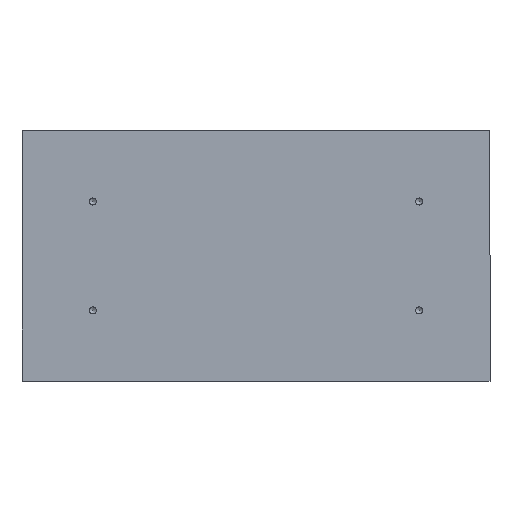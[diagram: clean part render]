
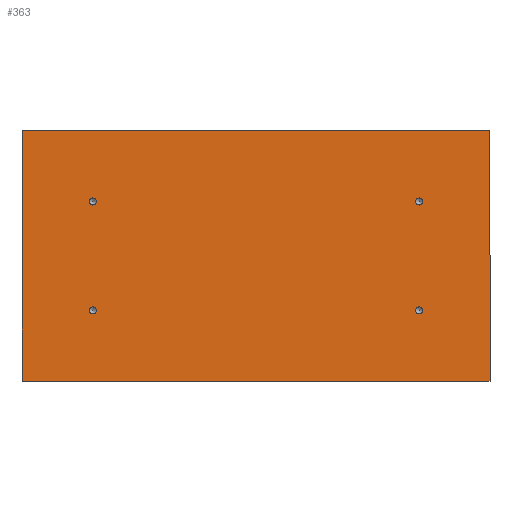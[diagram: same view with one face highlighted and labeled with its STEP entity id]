
A CAD part, top view. The second image highlights one B-rep face of the part: STEP entity #363.
In plain terms, the highlighted planar face has unit normal (0, 0, 1).
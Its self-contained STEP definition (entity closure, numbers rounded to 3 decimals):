
#90=CARTESIAN_POINT('',(184.121,32.5,50.0));
#91=VERTEX_POINT('',#90);
#92=CARTESIAN_POINT('',(182.5,32.5,50.0));
#93=DIRECTION('',(0.0,0.0,-1.0));
#94=DIRECTION('',(1.0,0.0,0.0));
#95=AXIS2_PLACEMENT_3D('',#92,#93,#94);
#96=CIRCLE('',#95,1.621);
#97=EDGE_CURVE('',#91,#91,#96,.T.);
#127=CARTESIAN_POINT('',(34.121,82.5,50.0));
#128=VERTEX_POINT('',#127);
#129=CARTESIAN_POINT('',(32.5,82.5,50.0));
#130=DIRECTION('',(0.0,0.0,-1.0));
#131=DIRECTION('',(1.0,0.0,0.0));
#132=AXIS2_PLACEMENT_3D('',#129,#130,#131);
#133=CIRCLE('',#132,1.621);
#134=EDGE_CURVE('',#128,#128,#133,.T.);
#164=CARTESIAN_POINT('',(34.121,32.5,50.0));
#165=VERTEX_POINT('',#164);
#166=CARTESIAN_POINT('',(32.5,32.5,50.0));
#167=DIRECTION('',(0.0,0.0,-1.0));
#168=DIRECTION('',(1.0,0.0,0.0));
#169=AXIS2_PLACEMENT_3D('',#166,#167,#168);
#170=CIRCLE('',#169,1.621);
#171=EDGE_CURVE('',#165,#165,#170,.T.);
#201=CARTESIAN_POINT('',(184.121,82.5,50.0));
#202=VERTEX_POINT('',#201);
#203=CARTESIAN_POINT('',(182.5,82.5,50.0));
#204=DIRECTION('',(0.0,0.0,-1.0));
#205=DIRECTION('',(1.0,0.0,0.0));
#206=AXIS2_PLACEMENT_3D('',#203,#204,#205);
#207=CIRCLE('',#206,1.621);
#208=EDGE_CURVE('',#202,#202,#207,.T.);
#231=CARTESIAN_POINT('',(0.0,0.0,50.0));
#232=VERTEX_POINT('',#231);
#239=CARTESIAN_POINT('',(0.,115.0,50.0));
#240=VERTEX_POINT('',#239);
#241=CARTESIAN_POINT('',(0.,115.0,50.0));
#242=DIRECTION('',(0.0,-1.0,0.0));
#243=VECTOR('',#242,115.0);
#244=LINE('',#241,#243);
#245=EDGE_CURVE('',#240,#232,#244,.T.);
#270=CARTESIAN_POINT('',(215.,115.,50.0));
#271=VERTEX_POINT('',#270);
#272=CARTESIAN_POINT('',(215.,115.,50.0));
#273=DIRECTION('',(-1.0,0.0,0.0));
#274=VECTOR('',#273,215.0);
#275=LINE('',#272,#274);
#276=EDGE_CURVE('',#271,#240,#275,.T.);
#301=CARTESIAN_POINT('',(215.0,0.0,50.0));
#302=VERTEX_POINT('',#301);
#303=CARTESIAN_POINT('',(215.0,0.0,50.0));
#304=DIRECTION('',(0.0,1.0,0.0));
#305=VECTOR('',#304,115.);
#306=LINE('',#303,#305);
#307=EDGE_CURVE('',#302,#271,#306,.T.);
#330=CARTESIAN_POINT('',(0.0,0.0,50.0));
#331=DIRECTION('',(1.0,0.0,0.0));
#332=VECTOR('',#331,215.0);
#333=LINE('',#330,#332);
#334=EDGE_CURVE('',#232,#302,#333,.T.);
#340=CARTESIAN_POINT('',(107.5,57.5,50.0));
#341=DIRECTION('',(0.0,0.0,1.0));
#342=DIRECTION('',(1.0,0.0,0.0));
#343=AXIS2_PLACEMENT_3D('',#340,#341,#342);
#344=PLANE('',#343);
#345=ORIENTED_EDGE('',*,*,#334,.T.);
#346=ORIENTED_EDGE('',*,*,#307,.T.);
#347=ORIENTED_EDGE('',*,*,#276,.T.);
#348=ORIENTED_EDGE('',*,*,#245,.T.);
#349=EDGE_LOOP('',(#345,#346,#347,#348));
#350=FACE_OUTER_BOUND('',#349,.T.);
#351=ORIENTED_EDGE('',*,*,#97,.T.);
#352=EDGE_LOOP('',(#351));
#353=FACE_BOUND('',#352,.T.);
#354=ORIENTED_EDGE('',*,*,#134,.T.);
#355=EDGE_LOOP('',(#354));
#356=FACE_BOUND('',#355,.T.);
#357=ORIENTED_EDGE('',*,*,#171,.T.);
#358=EDGE_LOOP('',(#357));
#359=FACE_BOUND('',#358,.T.);
#360=ORIENTED_EDGE('',*,*,#208,.T.);
#361=EDGE_LOOP('',(#360));
#362=FACE_BOUND('',#361,.T.);
#363=ADVANCED_FACE('',(#350,#353,#356,#359,#362),#344,.T.);
